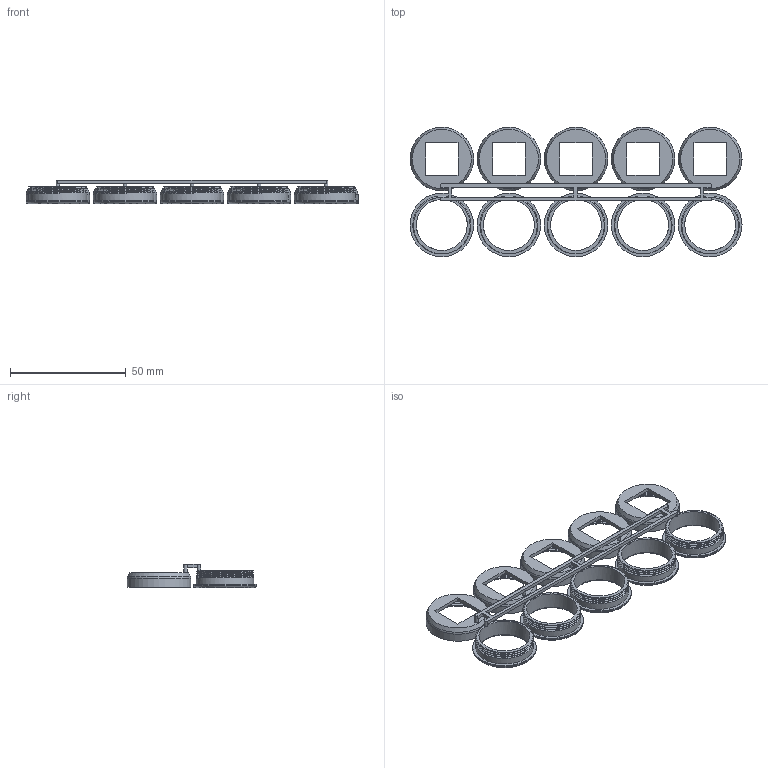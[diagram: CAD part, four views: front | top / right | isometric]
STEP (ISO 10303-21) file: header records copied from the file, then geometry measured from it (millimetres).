
FILE_DESCRIPTION(/* description */ (''),/* implementation_level */ '2;1');
FILE_NAME(/* name */ 'Housing 5x.step',/* time_stamp */ '2023-05-26T00:06:33-05:00',/* author */ (''),/* organization */ (''),/* preprocessor_version */ 'ST-DEVELOPER v19.2',/* originating_system */ 'Autodesk Translation Framework v12.4.0.73',/* authorisation */ '');
FILE_SCHEMA (('AUTOMOTIVE_DESIGN { 1 0 10303 214 3 1 1 }'));
Length unit declared in the file: millimetre
Products named in the file (1): (Unsaved)
Bounding box: 143.5 x 56 x 10 mm (x, y, z)
Volume: 10250.8 mm3; surface area: 18572.1 mm2
Topology: 1 solids, 1 shells, 240 faces, 640 edges, 415 vertices
Faces by surface type: cylinder 105, plane 90, torus 20, bspline 20, cone 5
Full cylindrical faces by diameter (mm): 1.5 x10, 22 x5, 24 x10, 24.15 x10, 25 x15, 25.15 x20, 27.5 x10
Entity records: 12965 total; most frequent: CARTESIAN_POINT 7296, ORIENTED_EDGE 1280, DIRECTION 1055, EDGE_CURVE 640, VERTEX_POINT 415, AXIS2_PLACEMENT_3D 394, EDGE_LOOP 277, LINE 267
